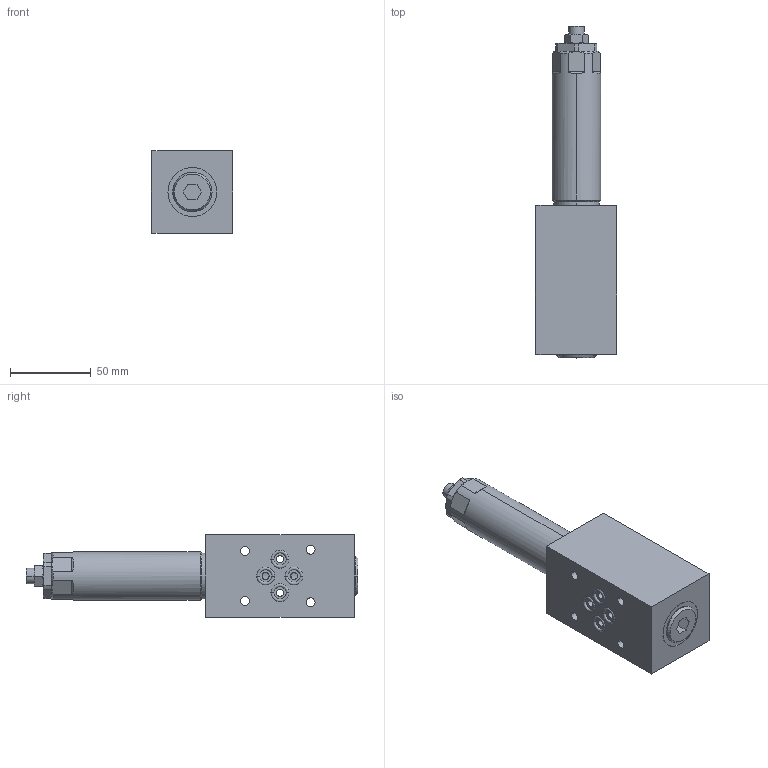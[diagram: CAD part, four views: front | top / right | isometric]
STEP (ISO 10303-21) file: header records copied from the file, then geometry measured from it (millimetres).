
FILE_DESCRIPTION((''),'2;1');
FILE_NAME('ILC70842552','2015-09-02T',('maj'),(''),'PRO/ENGINEER BY PARAMETRIC TECHNOLOGY CORPORATION, 2013320','PRO/ENGINEER BY PARAMETRIC TECHNOLOGY CORPORATION, 2013320','');
FILE_SCHEMA(('AUTOMOTIVE_DESIGN { 1 0 10303 214 1 1 1 1 }'));
Length unit declared in the file: inch
Products named in the file (1): ILC70842552
Bounding box: 50.54 x 205.27 x 50.8 mm (x, y, z)
Volume: 254791.8 mm3; surface area: 51195.2 mm2
Topology: 1 solids, 1 shells, 306 faces, 748 edges, 461 vertices
Faces by surface type: plane 139, cylinder 87, cone 60, torus 20
Entity records: 11382 total; most frequent: CARTESIAN_POINT 2721, DIRECTION 1553, ORIENTED_EDGE 1484, EDGE_CURVE 742, AXIS2_PLACEMENT_3D 579, VERTEX_POINT 461, VECTOR 395, LINE 395
